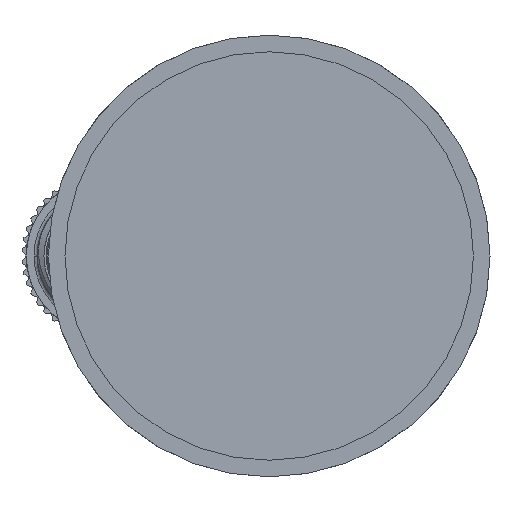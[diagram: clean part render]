
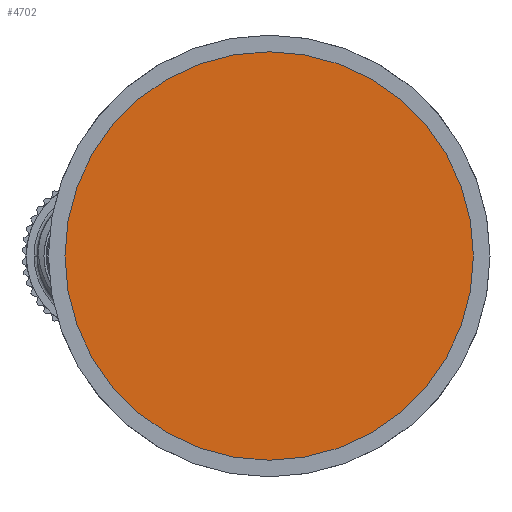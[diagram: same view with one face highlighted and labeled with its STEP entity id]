
A CAD part, front view. The second image highlights one B-rep face of the part: STEP entity #4702.
In plain terms, the highlighted face is planar.
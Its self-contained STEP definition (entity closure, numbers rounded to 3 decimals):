
#273=CARTESIAN_POINT('',(0.02,0.,0.));
#274=DIRECTION('',(-1.,0.,0.));
#275=DIRECTION('',(0.,1.,0.));
#276=AXIS2_PLACEMENT_3D('',#273,#274,#275);
#278=CARTESIAN_POINT('',(0.02,0.,0.));
#279=DIRECTION('',(-1.,0.,0.));
#280=DIRECTION('',(0.,-1.,0.));
#281=AXIS2_PLACEMENT_3D('',#278,#279,#280);
#4217=CARTESIAN_POINT('',(0.02,18.5,0.));
#4218=CARTESIAN_POINT('',(0.02,-18.5,0.));
#4219=VERTEX_POINT('',#4217);
#4220=VERTEX_POINT('',#4218);
#4693=CARTESIAN_POINT('',(0.02,0.,0.));
#4694=DIRECTION('',(-1.,0.,0.));
#4695=DIRECTION('',(0.,1.,0.));
#4696=AXIS2_PLACEMENT_3D('',#4693,#4694,#4695);
#4697=PLANE('',#4696);
#4698=ORIENTED_EDGE('',*,*,#4659,.F.);
#4699=ORIENTED_EDGE('',*,*,#4680,.F.);
#4700=EDGE_LOOP('',(#4698,#4699));
#4701=FACE_OUTER_BOUND('',#4700,.F.);
#4702=ADVANCED_FACE('',(#4701),#4697,.T.);
#277=CIRCLE('',#276,18.5);
#282=CIRCLE('',#281,18.5);
#4659=EDGE_CURVE('',#4219,#4220,#277,.T.);
#4680=EDGE_CURVE('',#4220,#4219,#282,.T.);
